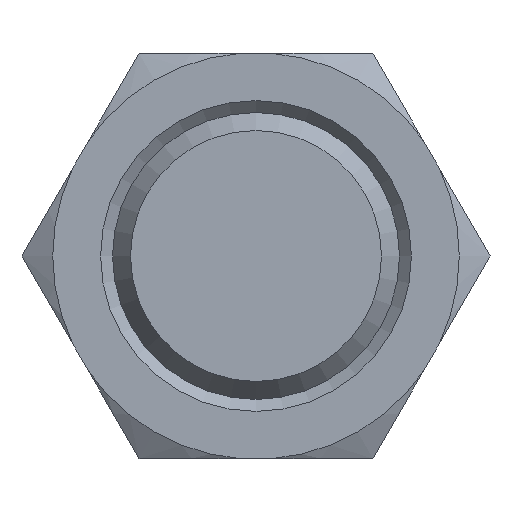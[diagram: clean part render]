
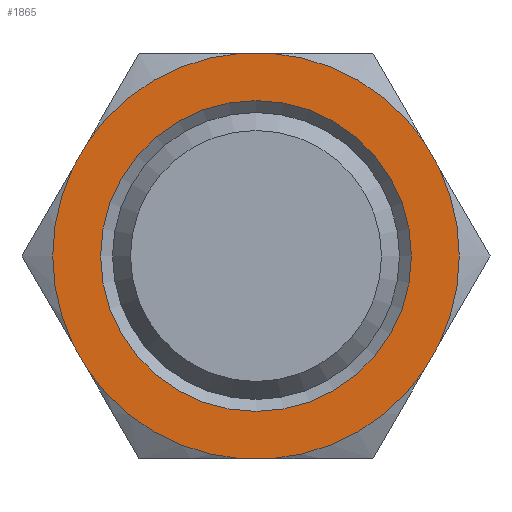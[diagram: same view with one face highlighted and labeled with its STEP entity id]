
A CAD part, front view. The second image highlights one B-rep face of the part: STEP entity #1865.
In plain terms, the highlighted face is planar.
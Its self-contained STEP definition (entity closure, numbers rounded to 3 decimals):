
#1741=CARTESIAN_POINT('',(-6.5,0.,0.0));
#1742=VERTEX_POINT('',#1741);
#1743=CARTESIAN_POINT('',(0.,0.,0.0));
#1744=DIRECTION('',(0.0,0.0,-1.0));
#1745=DIRECTION('',(1.0,0.0,0.0));
#1746=AXIS2_PLACEMENT_3D('',#1743,#1744,#1745);
#1747=CIRCLE('',#1746,6.5);
#1748=EDGE_CURVE('',#1742,#1742,#1747,.T.);
#1753=CARTESIAN_POINT('',(0.0,0.0,0.0));
#1754=DIRECTION('',(0.0,0.0,-1.0));
#1755=DIRECTION('',(-1.0,0.0,0.0));
#1756=AXIS2_PLACEMENT_3D('',#1753,#1754,#1755);
#1757=PLANE('',#1756);
#1758=CARTESIAN_POINT('',(-7.014,-4.802,0.));
#1759=VERTEX_POINT('',#1758);
#1760=CARTESIAN_POINT('',(-7.665,-3.673,0.));
#1761=VERTEX_POINT('',#1760);
#1762=CARTESIAN_POINT('',(-7.014,-4.802,0.));
#1763=DIRECTION('',(-0.5,0.866,0.));
#1764=VECTOR('',#1763,1.303);
#1765=LINE('',#1762,#1764);
#1766=EDGE_CURVE('',#1759,#1761,#1765,.T.);
#1767=ORIENTED_EDGE('',*,*,#1766,.T.);
#1768=CARTESIAN_POINT('',(-7.665,3.673,0.));
#1769=VERTEX_POINT('',#1768);
#1770=CARTESIAN_POINT('',(0.0,0.0,0.0));
#1771=DIRECTION('',(0.0,0.0,1.0));
#1772=DIRECTION('',(-1.0,0.0,0.0));
#1773=AXIS2_PLACEMENT_3D('',#1770,#1771,#1772);
#1774=CIRCLE('',#1773,8.5);
#1775=EDGE_CURVE('',#1769,#1761,#1774,.T.);
#1776=ORIENTED_EDGE('',*,*,#1775,.F.);
#1777=CARTESIAN_POINT('',(-7.014,4.802,0.));
#1778=VERTEX_POINT('',#1777);
#1779=CARTESIAN_POINT('',(-7.665,3.673,0.));
#1780=DIRECTION('',(0.5,0.866,0.));
#1781=VECTOR('',#1780,1.303);
#1782=LINE('',#1779,#1781);
#1783=EDGE_CURVE('',#1769,#1778,#1782,.T.);
#1784=ORIENTED_EDGE('',*,*,#1783,.T.);
#1785=CARTESIAN_POINT('',(-0.651,8.475,0.));
#1786=VERTEX_POINT('',#1785);
#1787=CARTESIAN_POINT('',(0.0,0.0,0.0));
#1788=DIRECTION('',(0.0,0.0,1.0));
#1789=DIRECTION('',(-1.0,0.0,0.0));
#1790=AXIS2_PLACEMENT_3D('',#1787,#1788,#1789);
#1791=CIRCLE('',#1790,8.5);
#1792=EDGE_CURVE('',#1786,#1778,#1791,.T.);
#1793=ORIENTED_EDGE('',*,*,#1792,.F.);
#1794=CARTESIAN_POINT('',(0.651,8.475,0.));
#1795=VERTEX_POINT('',#1794);
#1796=CARTESIAN_POINT('',(-0.651,8.475,0.));
#1797=DIRECTION('',(1.0,0.0,0.0));
#1798=VECTOR('',#1797,1.303);
#1799=LINE('',#1796,#1798);
#1800=EDGE_CURVE('',#1786,#1795,#1799,.T.);
#1801=ORIENTED_EDGE('',*,*,#1800,.T.);
#1802=CARTESIAN_POINT('',(7.014,4.802,0.));
#1803=VERTEX_POINT('',#1802);
#1804=CARTESIAN_POINT('',(0.0,0.0,0.0));
#1805=DIRECTION('',(0.0,0.0,1.0));
#1806=DIRECTION('',(-1.0,0.0,0.0));
#1807=AXIS2_PLACEMENT_3D('',#1804,#1805,#1806);
#1808=CIRCLE('',#1807,8.5);
#1809=EDGE_CURVE('',#1803,#1795,#1808,.T.);
#1810=ORIENTED_EDGE('',*,*,#1809,.F.);
#1811=CARTESIAN_POINT('',(7.665,3.673,0.0));
#1812=VERTEX_POINT('',#1811);
#1813=CARTESIAN_POINT('',(7.014,4.802,0.));
#1814=DIRECTION('',(0.5,-0.866,0.));
#1815=VECTOR('',#1814,1.303);
#1816=LINE('',#1813,#1815);
#1817=EDGE_CURVE('',#1803,#1812,#1816,.T.);
#1818=ORIENTED_EDGE('',*,*,#1817,.T.);
#1819=CARTESIAN_POINT('',(7.665,-3.673,0.0));
#1820=VERTEX_POINT('',#1819);
#1821=CARTESIAN_POINT('',(0.0,0.0,0.0));
#1822=DIRECTION('',(0.0,0.0,1.0));
#1823=DIRECTION('',(-1.0,0.0,0.0));
#1824=AXIS2_PLACEMENT_3D('',#1821,#1822,#1823);
#1825=CIRCLE('',#1824,8.5);
#1826=EDGE_CURVE('',#1820,#1812,#1825,.T.);
#1827=ORIENTED_EDGE('',*,*,#1826,.F.);
#1828=CARTESIAN_POINT('',(7.014,-4.802,0.));
#1829=VERTEX_POINT('',#1828);
#1830=CARTESIAN_POINT('',(7.665,-3.673,0.0));
#1831=DIRECTION('',(-0.5,-0.866,0.));
#1832=VECTOR('',#1831,1.303);
#1833=LINE('',#1830,#1832);
#1834=EDGE_CURVE('',#1820,#1829,#1833,.T.);
#1835=ORIENTED_EDGE('',*,*,#1834,.T.);
#1836=CARTESIAN_POINT('',(0.651,-8.475,0.));
#1837=VERTEX_POINT('',#1836);
#1838=CARTESIAN_POINT('',(0.0,0.0,0.0));
#1839=DIRECTION('',(0.0,0.0,1.0));
#1840=DIRECTION('',(-1.0,0.0,0.0));
#1841=AXIS2_PLACEMENT_3D('',#1838,#1839,#1840);
#1842=CIRCLE('',#1841,8.5);
#1843=EDGE_CURVE('',#1837,#1829,#1842,.T.);
#1844=ORIENTED_EDGE('',*,*,#1843,.F.);
#1845=CARTESIAN_POINT('',(-0.651,-8.475,0.));
#1846=VERTEX_POINT('',#1845);
#1847=CARTESIAN_POINT('',(0.651,-8.475,0.));
#1848=DIRECTION('',(-1.0,0.0,0.0));
#1849=VECTOR('',#1848,1.303);
#1850=LINE('',#1847,#1849);
#1851=EDGE_CURVE('',#1837,#1846,#1850,.T.);
#1852=ORIENTED_EDGE('',*,*,#1851,.T.);
#1853=CARTESIAN_POINT('',(0.0,0.0,0.0));
#1854=DIRECTION('',(0.0,0.0,1.0));
#1855=DIRECTION('',(-1.0,0.0,0.0));
#1856=AXIS2_PLACEMENT_3D('',#1853,#1854,#1855);
#1857=CIRCLE('',#1856,8.5);
#1858=EDGE_CURVE('',#1759,#1846,#1857,.T.);
#1859=ORIENTED_EDGE('',*,*,#1858,.F.);
#1860=EDGE_LOOP('',(#1767,#1776,#1784,#1793,#1801,#1810,#1818,#1827,#1835,#1844,#1852,#1859));
#1861=FACE_OUTER_BOUND('',#1860,.T.);
#1862=ORIENTED_EDGE('',*,*,#1748,.F.);
#1863=EDGE_LOOP('',(#1862));
#1864=FACE_BOUND('',#1863,.T.);
#1865=ADVANCED_FACE('',(#1861,#1864),#1757,.T.);
